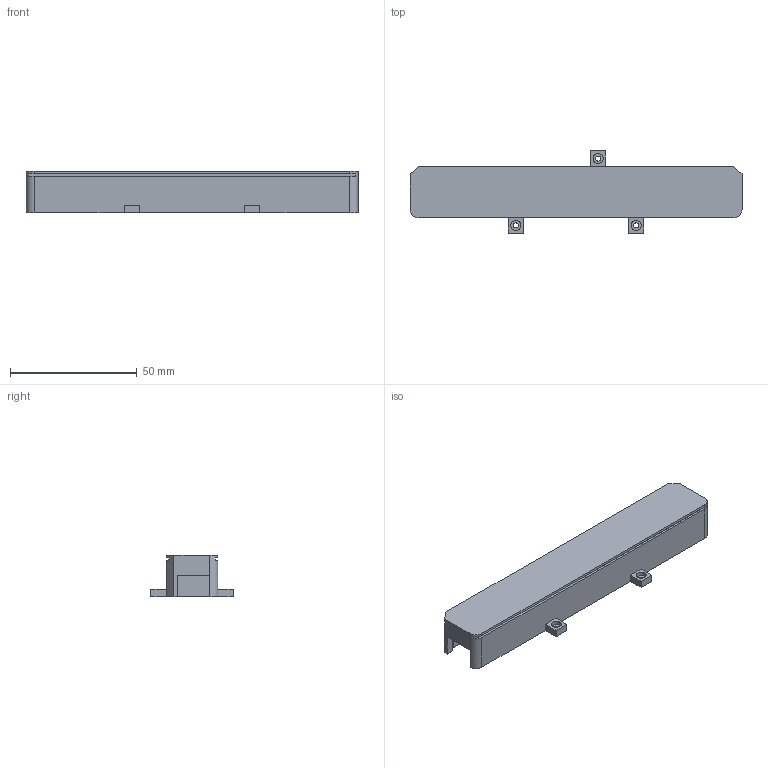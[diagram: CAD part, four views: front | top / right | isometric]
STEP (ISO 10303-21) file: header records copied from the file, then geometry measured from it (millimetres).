
FILE_DESCRIPTION(/* description */ (''),/* implementation_level */ '2;1');
FILE_NAME(/* name */ 'ZedM_case_Top.step',/* time_stamp */ '2024-07-16T08:45:42+02:00',/* author */ (''),/* organization */ (''),/* preprocessor_version */ 'ST-DEVELOPER v20',/* originating_system */ 'Autodesk Translation Framework v13.14.0.145',/* authorisation */ '');
FILE_SCHEMA (('AUTOMOTIVE_DESIGN { 1 0 10303 214 3 1 1 }'));
Length unit declared in the file: millimetre
Products named in the file (1): Top
Bounding box: 131.2 x 32.45 x 16.31 mm (x, y, z)
Volume: 18952.9 mm3; surface area: 14107.2 mm2
Topology: 1 solids, 1 shells, 71 faces, 178 edges, 115 vertices
Faces by surface type: plane 48, cylinder 19, cone 2, torus 2
Full cylindrical faces by diameter (mm): 1.623 x2, 2 x3, 4 x3
Entity records: 2155 total; most frequent: DIRECTION 368, CARTESIAN_POINT 365, ORIENTED_EDGE 356, EDGE_CURVE 178, LINE 132, VECTOR 132, AXIS2_PLACEMENT_3D 118, VERTEX_POINT 115
